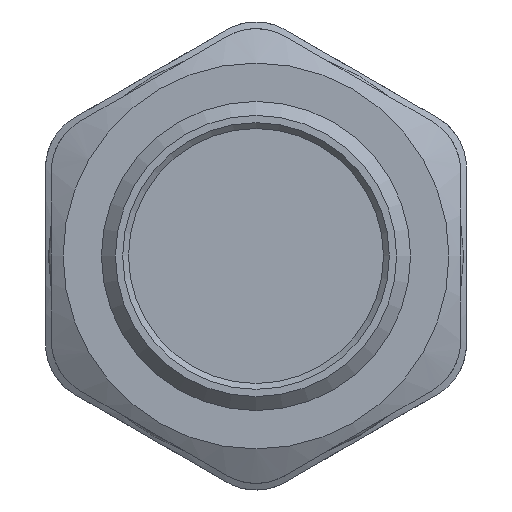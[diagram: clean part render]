
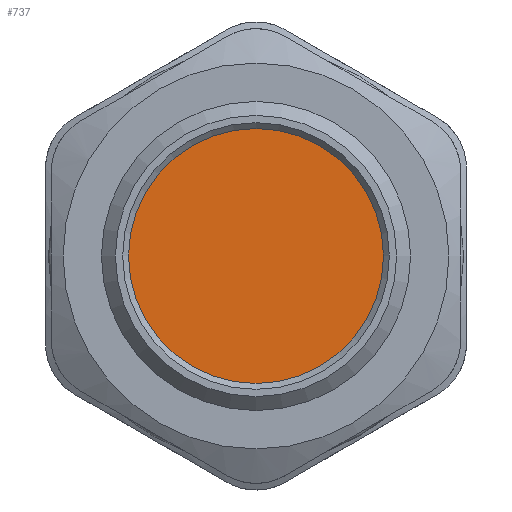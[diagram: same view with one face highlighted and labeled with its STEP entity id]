
A CAD part, front view. The second image highlights one B-rep face of the part: STEP entity #737.
In plain terms, the highlighted planar face has unit normal (0, -1, 0).
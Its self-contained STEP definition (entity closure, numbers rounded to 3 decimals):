
#208=FACE_OUTER_BOUND('',#251,.T.);
#251=EDGE_LOOP('',(#501));
#298=CIRCLE('',#805,10.9);
#320=VERTEX_POINT('',#1039);
#392=EDGE_CURVE('',#320,#320,#298,.T.);
#501=ORIENTED_EDGE('',*,*,#392,.F.);
#719=PLANE('',#804);
#737=ADVANCED_FACE('',(#208),#719,.F.);
#804=AXIS2_PLACEMENT_3D('',#1038,#873,#874);
#805=AXIS2_PLACEMENT_3D('',#1040,#875,#876);
#873=DIRECTION('center_axis',(0.,1.,0.));
#874=DIRECTION('ref_axis',(0.,0.,1.));
#875=DIRECTION('center_axis',(0.,1.,0.));
#876=DIRECTION('ref_axis',(1.,0.,0.));
#1038=CARTESIAN_POINT('Origin',(-15.743,-39.436,-0.388));
#1039=CARTESIAN_POINT('',(-26.643,-39.436,-0.388));
#1040=CARTESIAN_POINT('Origin',(-15.743,-39.436,-0.388));
